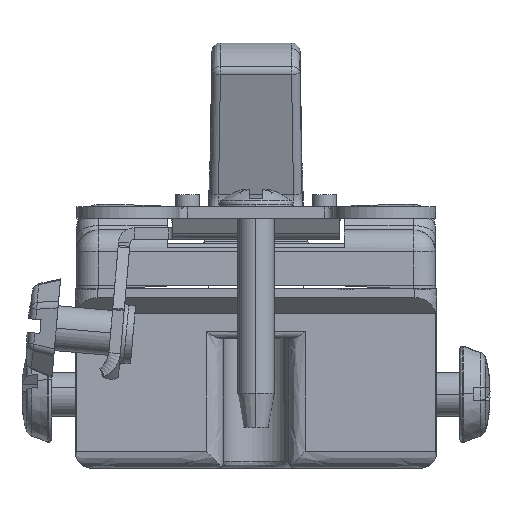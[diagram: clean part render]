
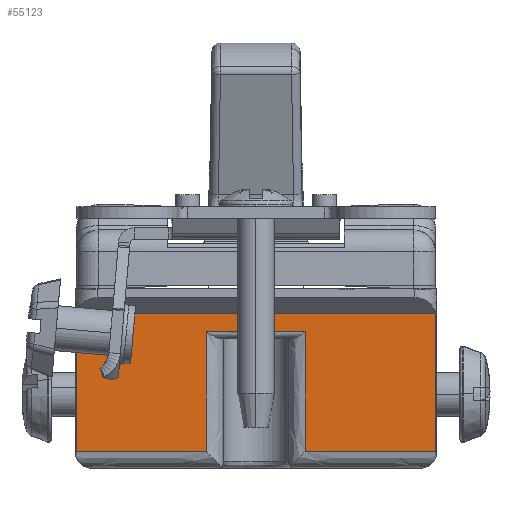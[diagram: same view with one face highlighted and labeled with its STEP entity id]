
A CAD part, left-side view. The second image highlights one B-rep face of the part: STEP entity #55123.
In plain terms, the highlighted planar face has unit normal (-1, 0, 0).
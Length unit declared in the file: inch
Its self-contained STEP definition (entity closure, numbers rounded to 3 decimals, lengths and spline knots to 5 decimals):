
#4675 = CARTESIAN_POINT ( 'NONE',  ( -1.04583, 0.65669, -0.33905 ) ) ;
#6413 = ORIENTED_EDGE ( 'NONE', *, *, #67540, .T. ) ;
#9085 = CARTESIAN_POINT ( 'NONE',  ( -1.04583, -0.65669, 0.16495 ) ) ;
#9719 = ORIENTED_EDGE ( 'NONE', *, *, #13199, .F. ) ;
#10216 = DIRECTION ( 'NONE',  ( 0., -1., 0. ) ) ;
#13199 = EDGE_CURVE ( 'NONE', #51188, #69739, #27674, .T. ) ;
#15438 = VERTEX_POINT ( 'NONE', #53836 ) ;
#15477 = LINE ( 'NONE', #22307, #52830 ) ;
#16682 = AXIS2_PLACEMENT_3D ( 'NONE', #36742, #80394, #43370 ) ;
#18212 = DIRECTION ( 'NONE',  ( 0., 0., 1. ) ) ;
#18350 = VERTEX_POINT ( 'NONE', #57852 ) ;
#18681 = LINE ( 'NONE', #23081, #36845 ) ;
#20436 = EDGE_CURVE ( 'NONE', #81258, #52414, #49768, .T. ) ;
#20976 = LINE ( 'NONE', #26302, #40284 ) ;
#21506 = VERTEX_POINT ( 'NONE', #75310 ) ;
#22307 = CARTESIAN_POINT ( 'NONE',  ( -1.04583, 0.18158, 0.09755 ) ) ;
#23081 = CARTESIAN_POINT ( 'NONE',  ( -1.04583, 0.65669, 0.16495 ) ) ;
#24930 = DIRECTION ( 'NONE',  ( 0., -1., 0. ) ) ;
#25871 = CARTESIAN_POINT ( 'NONE',  ( -1.04583, -0.65669, -0.33905 ) ) ;
#26302 = CARTESIAN_POINT ( 'NONE',  ( -1.04583, 0.18158, 0.09755 ) ) ;
#26350 = EDGE_CURVE ( 'NONE', #15438, #69739, #15477, .T. ) ;
#27674 = LINE ( 'NONE', #69746, #35661 ) ;
#29807 = CARTESIAN_POINT ( 'NONE',  ( -1.04583, 0.65669, -0.33905 ) ) ;
#32143 = ORIENTED_EDGE ( 'NONE', *, *, #40105, .F. ) ;
#32713 = CARTESIAN_POINT ( 'NONE',  ( -1.04583, -0.65669, -0.33905 ) ) ;
#35118 = ORIENTED_EDGE ( 'NONE', *, *, #79816, .T. ) ;
#35661 = VECTOR ( 'NONE', #53926, 39.37008 ) ;
#36742 = CARTESIAN_POINT ( 'NONE',  ( -1.04583, -0.68953, 0.17755 ) ) ;
#36845 = VECTOR ( 'NONE', #89491, 39.37008 ) ;
#39496 = ORIENTED_EDGE ( 'NONE', *, *, #20436, .T. ) ;
#40105 = EDGE_CURVE ( 'NONE', #48291, #18350, #44086, .T. ) ;
#40284 = VECTOR ( 'NONE', #61865, 39.37008 ) ;
#41014 = CARTESIAN_POINT ( 'NONE',  ( -1.04583, 0.65669, -0.33905 ) ) ;
#43370 = DIRECTION ( 'NONE',  ( 0., 0., -1. ) ) ;
#44086 = LINE ( 'NONE', #41014, #67921 ) ;
#47241 = EDGE_LOOP ( 'NONE', ( #74775, #62466, #9719, #6413, #39496, #91104, #32143, #35118 ) ) ;
#47808 = VECTOR ( 'NONE', #10216, 39.37008 ) ;
#48291 = VERTEX_POINT ( 'NONE', #4675 ) ;
#49768 = LINE ( 'NONE', #32713, #69085 ) ;
#51188 = VERTEX_POINT ( 'NONE', #57118 ) ;
#52414 = VERTEX_POINT ( 'NONE', #9085 ) ;
#52830 = VECTOR ( 'NONE', #80558, 39.37008 ) ;
#53836 = CARTESIAN_POINT ( 'NONE',  ( -1.04583, 0.18158, 0.09755 ) ) ;
#53926 = DIRECTION ( 'NONE',  ( 0., 0., 1. ) ) ;
#55123 = ADVANCED_FACE ( 'NONE', ( #69341 ), #92362, .F. ) ;
#57118 = CARTESIAN_POINT ( 'NONE',  ( -1.04583, -0.18158, -0.33905 ) ) ;
#57374 = CARTESIAN_POINT ( 'NONE',  ( -1.04583, -0.18158, 0.09755 ) ) ;
#57852 = CARTESIAN_POINT ( 'NONE',  ( -1.04583, 0.65669, 0.16495 ) ) ;
#61865 = DIRECTION ( 'NONE',  ( 0., 0., -1. ) ) ;
#62466 = ORIENTED_EDGE ( 'NONE', *, *, #26350, .T. ) ;
#64549 = EDGE_CURVE ( 'NONE', #18350, #52414, #18681, .T. ) ;
#67540 = EDGE_CURVE ( 'NONE', #51188, #81258, #83733, .T. ) ;
#67921 = VECTOR ( 'NONE', #18212, 39.37008 ) ;
#69085 = VECTOR ( 'NONE', #83988, 39.37008 ) ;
#69341 = FACE_OUTER_BOUND ( 'NONE', #47241, .T. ) ;
#69739 = VERTEX_POINT ( 'NONE', #57374 ) ;
#69746 = CARTESIAN_POINT ( 'NONE',  ( -1.04583, -0.18158, -0.33905 ) ) ;
#70230 = VECTOR ( 'NONE', #24930, 39.37008 ) ;
#74775 = ORIENTED_EDGE ( 'NONE', *, *, #75540, .F. ) ;
#75310 = CARTESIAN_POINT ( 'NONE',  ( -1.04583, 0.18158, -0.33905 ) ) ;
#75540 = EDGE_CURVE ( 'NONE', #15438, #21506, #20976, .T. ) ;
#79816 = EDGE_CURVE ( 'NONE', #48291, #21506, #82961, .T. ) ;
#80394 = DIRECTION ( 'NONE',  ( 1., 0., 0. ) ) ;
#80558 = DIRECTION ( 'NONE',  ( 0., -1., 0. ) ) ;
#81258 = VERTEX_POINT ( 'NONE', #25871 ) ;
#82961 = LINE ( 'NONE', #29807, #47808 ) ;
#83733 = LINE ( 'NONE', #89197, #70230 ) ;
#83988 = DIRECTION ( 'NONE',  ( 0., 0., 1. ) ) ;
#89197 = CARTESIAN_POINT ( 'NONE',  ( -1.04583, -0.18158, -0.33905 ) ) ;
#89491 = DIRECTION ( 'NONE',  ( 0., -1., 0. ) ) ;
#91104 = ORIENTED_EDGE ( 'NONE', *, *, #64549, .F. ) ;
#92362 = PLANE ( 'NONE',  #16682 ) ;
